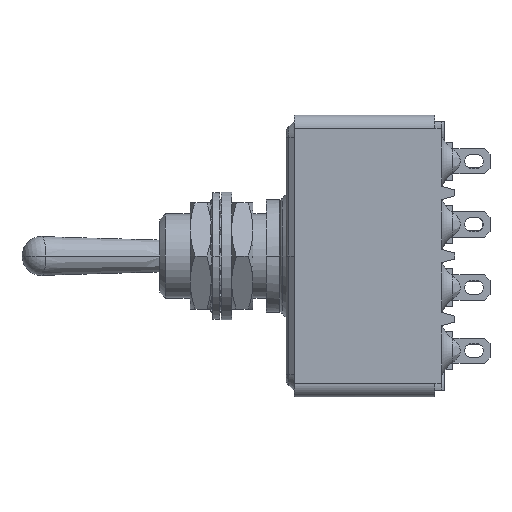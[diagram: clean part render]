
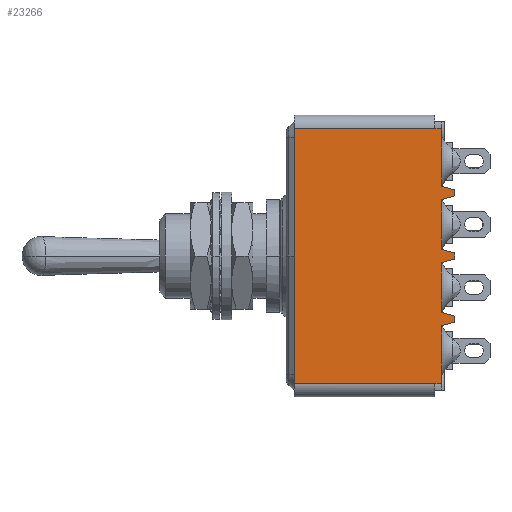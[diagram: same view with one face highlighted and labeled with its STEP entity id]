
A CAD part, left-side view. The second image highlights one B-rep face of the part: STEP entity #23266.
In plain terms, the highlighted planar face has unit normal (-1, 0, 0).
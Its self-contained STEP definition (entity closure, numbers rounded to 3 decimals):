
#893=DIRECTION('',(0.,0.,1.));
#894=VECTOR('',#893,19.2);
#895=CARTESIAN_POINT('',(-6.6,11.3,-9.6));
#896=LINE('',#895,#894);
#965=DIRECTION('',(0.,0.,1.));
#966=VECTOR('',#965,1.875);
#967=CARTESIAN_POINT('',(-6.6,0.2,5.25));
#968=LINE('',#967,#966);
#969=DIRECTION('',(0.,-0.966,-0.259));
#970=VECTOR('',#969,1.035);
#971=CARTESIAN_POINT('',(-6.6,0.2,5.25));
#972=LINE('',#971,#970);
#973=DIRECTION('',(0.,0.,-1.));
#974=VECTOR('',#973,0.464);
#975=CARTESIAN_POINT('',(-6.6,-0.8,4.982));
#976=LINE('',#975,#974);
#977=DIRECTION('',(0.,0.966,-0.259));
#978=VECTOR('',#977,1.035);
#979=CARTESIAN_POINT('',(-6.6,-0.8,4.518));
#980=LINE('',#979,#978);
#981=DIRECTION('',(0.,0.,1.));
#982=VECTOR('',#981,1.875);
#983=CARTESIAN_POINT('',(-6.6,0.2,2.375));
#984=LINE('',#983,#982);
#985=DIRECTION('',(0.,0.,1.));
#986=VECTOR('',#985,1.875);
#987=CARTESIAN_POINT('',(-6.6,0.2,0.5));
#988=LINE('',#987,#986);
#989=DIRECTION('',(0.,-0.966,-0.259));
#990=VECTOR('',#989,1.035);
#991=CARTESIAN_POINT('',(-6.6,0.2,0.5));
#992=LINE('',#991,#990);
#993=DIRECTION('',(0.,0.,-1.));
#994=VECTOR('',#993,0.464);
#995=CARTESIAN_POINT('',(-6.6,-0.8,0.232));
#996=LINE('',#995,#994);
#997=DIRECTION('',(0.,0.966,-0.259));
#998=VECTOR('',#997,1.035);
#999=CARTESIAN_POINT('',(-6.6,-0.8,-0.232));
#1000=LINE('',#999,#998);
#1001=DIRECTION('',(0.,0.,1.));
#1002=VECTOR('',#1001,1.875);
#1003=CARTESIAN_POINT('',(-6.6,0.2,-2.375));
#1004=LINE('',#1003,#1002);
#1005=DIRECTION('',(0.,0.,1.));
#1006=VECTOR('',#1005,1.875);
#1007=CARTESIAN_POINT('',(-6.6,0.2,-4.25));
#1008=LINE('',#1007,#1006);
#1009=DIRECTION('',(0.,-0.966,-0.259));
#1010=VECTOR('',#1009,1.035);
#1011=CARTESIAN_POINT('',(-6.6,0.2,-4.25));
#1012=LINE('',#1011,#1010);
#1013=DIRECTION('',(0.,0.,-1.));
#1014=VECTOR('',#1013,0.464);
#1015=CARTESIAN_POINT('',(-6.6,-0.8,-4.518));
#1016=LINE('',#1015,#1014);
#1017=DIRECTION('',(0.,0.966,-0.259));
#1018=VECTOR('',#1017,1.035);
#1019=CARTESIAN_POINT('',(-6.6,-0.8,-4.982));
#1020=LINE('',#1019,#1018);
#1021=DIRECTION('',(0.,0.,1.));
#1022=VECTOR('',#1021,1.875);
#1023=CARTESIAN_POINT('',(-6.6,0.2,-7.125));
#1024=LINE('',#1023,#1022);
#1025=DIRECTION('',(0.,0.,1.));
#1026=VECTOR('',#1025,2.475);
#1027=CARTESIAN_POINT('',(-6.6,0.2,-9.6));
#1028=LINE('',#1027,#1026);
#1029=DIRECTION('',(0.,1.,0.));
#1030=VECTOR('',#1029,0.5);
#1031=CARTESIAN_POINT('',(-6.6,0.2,-9.6));
#1032=LINE('',#1031,#1030);
#1033=DIRECTION('',(0.,-1.,0.));
#1034=VECTOR('',#1033,10.6);
#1035=CARTESIAN_POINT('',(-6.6,11.3,-9.6));
#1036=LINE('',#1035,#1034);
#1037=DIRECTION('',(0.,-1.,0.));
#1038=VECTOR('',#1037,10.6);
#1039=CARTESIAN_POINT('',(-6.6,11.3,9.6));
#1040=LINE('',#1039,#1038);
#1041=DIRECTION('',(0.,1.,0.));
#1042=VECTOR('',#1041,0.5);
#1043=CARTESIAN_POINT('',(-6.6,0.2,9.6));
#1044=LINE('',#1043,#1042);
#1045=DIRECTION('',(0.,0.,1.));
#1046=VECTOR('',#1045,2.475);
#1047=CARTESIAN_POINT('',(-6.6,0.2,7.125));
#1048=LINE('',#1047,#1046);
#18367=CARTESIAN_POINT('',(-6.6,-0.8,0.232));
#18368=CARTESIAN_POINT('',(-6.6,-0.8,-0.232));
#18369=VERTEX_POINT('',#18367);
#18370=VERTEX_POINT('',#18368);
#18371=CARTESIAN_POINT('',(-6.6,-0.8,-4.518));
#18372=CARTESIAN_POINT('',(-6.6,-0.8,-4.982));
#18373=VERTEX_POINT('',#18371);
#18374=VERTEX_POINT('',#18372);
#18375=CARTESIAN_POINT('',(-6.6,-0.8,4.982));
#18376=CARTESIAN_POINT('',(-6.6,-0.8,4.518));
#18377=VERTEX_POINT('',#18375);
#18378=VERTEX_POINT('',#18376);
#18391=CARTESIAN_POINT('',(-6.6,0.2,0.5));
#18392=VERTEX_POINT('',#18391);
#18393=CARTESIAN_POINT('',(-6.6,0.2,-0.5));
#18394=VERTEX_POINT('',#18393);
#18395=CARTESIAN_POINT('',(-6.6,0.2,-4.25));
#18396=VERTEX_POINT('',#18395);
#18397=CARTESIAN_POINT('',(-6.6,0.2,-5.25));
#18398=VERTEX_POINT('',#18397);
#18399=CARTESIAN_POINT('',(-6.6,0.2,5.25));
#18400=VERTEX_POINT('',#18399);
#18401=CARTESIAN_POINT('',(-6.6,0.2,4.25));
#18402=VERTEX_POINT('',#18401);
#18449=CARTESIAN_POINT('',(-6.6,0.2,-9.6));
#18450=VERTEX_POINT('',#18449);
#18451=CARTESIAN_POINT('',(-6.6,0.2,9.6));
#18452=VERTEX_POINT('',#18451);
#18455=CARTESIAN_POINT('',(-6.6,0.7,-9.6));
#18457=VERTEX_POINT('',#18455);
#18459=CARTESIAN_POINT('',(-6.6,11.3,-9.6));
#18460=VERTEX_POINT('',#18459);
#18462=CARTESIAN_POINT('',(-6.6,0.7,9.6));
#18464=VERTEX_POINT('',#18462);
#18465=CARTESIAN_POINT('',(-6.6,11.3,9.6));
#18466=VERTEX_POINT('',#18465);
#19122=CARTESIAN_POINT('',(-6.6,0.2,2.375));
#19124=VERTEX_POINT('',#19122);
#19160=CARTESIAN_POINT('',(-6.6,0.2,-2.375));
#19162=VERTEX_POINT('',#19160);
#19179=CARTESIAN_POINT('',(-6.6,0.2,-7.125));
#19180=VERTEX_POINT('',#19179);
#20579=CARTESIAN_POINT('',(-6.6,0.2,7.125));
#20581=VERTEX_POINT('',#20579);
#23220=CARTESIAN_POINT('',(-6.6,0.,-10.6));
#23221=DIRECTION('',(-1.,0.,0.));
#23222=DIRECTION('',(0.,0.,1.));
#23223=AXIS2_PLACEMENT_3D('',#23220,#23221,#23222);
#23224=PLANE('',#23223);
#23226=ORIENTED_EDGE('',*,*,#23225,.F.);
#23227=ORIENTED_EDGE('',*,*,#22403,.T.);
#23229=ORIENTED_EDGE('',*,*,#23228,.T.);
#23231=ORIENTED_EDGE('',*,*,#23230,.T.);
#23233=ORIENTED_EDGE('',*,*,#23232,.F.);
#23235=ORIENTED_EDGE('',*,*,#23234,.F.);
#23237=ORIENTED_EDGE('',*,*,#23236,.T.);
#23239=ORIENTED_EDGE('',*,*,#23238,.T.);
#23241=ORIENTED_EDGE('',*,*,#23240,.T.);
#23243=ORIENTED_EDGE('',*,*,#23242,.F.);
#23245=ORIENTED_EDGE('',*,*,#23244,.F.);
#23247=ORIENTED_EDGE('',*,*,#23246,.T.);
#23249=ORIENTED_EDGE('',*,*,#23248,.T.);
#23251=ORIENTED_EDGE('',*,*,#23250,.T.);
#23253=ORIENTED_EDGE('',*,*,#23252,.F.);
#23255=ORIENTED_EDGE('',*,*,#23254,.F.);
#23257=ORIENTED_EDGE('',*,*,#23256,.T.);
#23258=ORIENTED_EDGE('',*,*,#23061,.F.);
#23259=ORIENTED_EDGE('',*,*,#23135,.T.);
#23260=ORIENTED_EDGE('',*,*,#23214,.T.);
#23262=ORIENTED_EDGE('',*,*,#23261,.F.);
#23263=ORIENTED_EDGE('',*,*,#22345,.F.);
#23264=EDGE_LOOP('',(#23226,#23227,#23229,#23231,#23233,#23235,#23237,#23239,
#23241,#23243,#23245,#23247,#23249,#23251,#23253,#23255,#23257,#23258,#23259,
#23260,#23262,#23263));
#23265=FACE_OUTER_BOUND('',#23264,.F.);
#23266=ADVANCED_FACE('',(#23265),#23224,.T.);
#22345=EDGE_CURVE('',#20581,#18452,#1048,.T.);
#22403=EDGE_CURVE('',#18400,#18377,#972,.T.);
#23061=EDGE_CURVE('',#18460,#18457,#1036,.T.);
#23135=EDGE_CURVE('',#18460,#18466,#896,.T.);
#23214=EDGE_CURVE('',#18466,#18464,#1040,.T.);
#23225=EDGE_CURVE('',#18400,#20581,#968,.T.);
#23228=EDGE_CURVE('',#18377,#18378,#976,.T.);
#23230=EDGE_CURVE('',#18378,#18402,#980,.T.);
#23232=EDGE_CURVE('',#19124,#18402,#984,.T.);
#23234=EDGE_CURVE('',#18392,#19124,#988,.T.);
#23236=EDGE_CURVE('',#18392,#18369,#992,.T.);
#23238=EDGE_CURVE('',#18369,#18370,#996,.T.);
#23240=EDGE_CURVE('',#18370,#18394,#1000,.T.);
#23242=EDGE_CURVE('',#19162,#18394,#1004,.T.);
#23244=EDGE_CURVE('',#18396,#19162,#1008,.T.);
#23246=EDGE_CURVE('',#18396,#18373,#1012,.T.);
#23248=EDGE_CURVE('',#18373,#18374,#1016,.T.);
#23250=EDGE_CURVE('',#18374,#18398,#1020,.T.);
#23252=EDGE_CURVE('',#19180,#18398,#1024,.T.);
#23254=EDGE_CURVE('',#18450,#19180,#1028,.T.);
#23256=EDGE_CURVE('',#18450,#18457,#1032,.T.);
#23261=EDGE_CURVE('',#18452,#18464,#1044,.T.);
